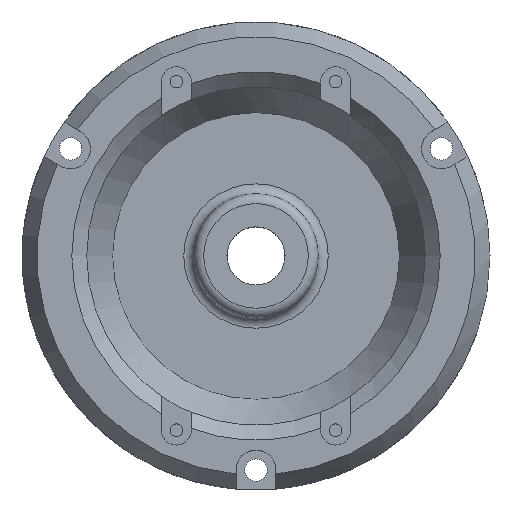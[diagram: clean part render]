
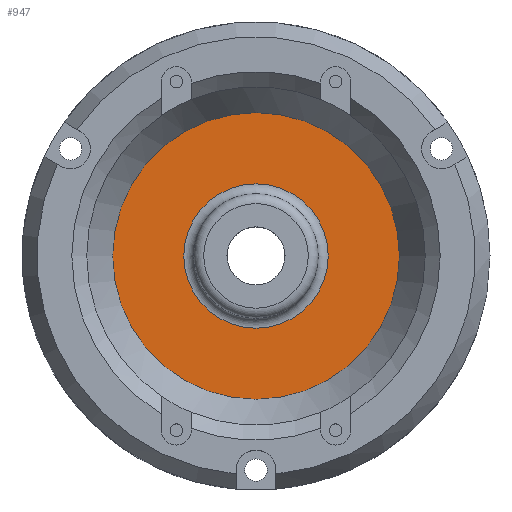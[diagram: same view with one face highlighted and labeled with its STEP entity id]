
A CAD part, top view. The second image highlights one B-rep face of the part: STEP entity #947.
In plain terms, the highlighted planar face has unit normal (0, 0, 1).
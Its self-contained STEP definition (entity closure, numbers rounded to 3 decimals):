
#49=FACE_BOUND('',#156,.T.);
#64=PLANE('',#1031);
#95=FACE_OUTER_BOUND('',#155,.T.);
#155=EDGE_LOOP('',(#664));
#156=EDGE_LOOP('',(#665));
#362=CIRCLE('',#1030,28.804);
#363=CIRCLE('',#1032,14.5);
#428=VERTEX_POINT('',#1482);
#429=VERTEX_POINT('',#1486);
#520=EDGE_CURVE('',#428,#428,#362,.T.);
#521=EDGE_CURVE('',#429,#429,#363,.T.);
#664=ORIENTED_EDGE('',*,*,#520,.F.);
#665=ORIENTED_EDGE('',*,*,#521,.F.);
#947=ADVANCED_FACE('',(#95,#49),#64,.T.);
#1030=AXIS2_PLACEMENT_3D('',#1484,#1169,#1170);
#1031=AXIS2_PLACEMENT_3D('',#1485,#1171,#1172);
#1032=AXIS2_PLACEMENT_3D('',#1487,#1173,#1174);
#1169=DIRECTION('center_axis',(0.,0.,-1.));
#1170=DIRECTION('ref_axis',(-1.,0.,0.));
#1171=DIRECTION('center_axis',(0.,0.,1.));
#1172=DIRECTION('ref_axis',(-1.,0.,0.));
#1173=DIRECTION('center_axis',(0.,0.,1.));
#1174=DIRECTION('ref_axis',(-1.,0.,0.));
#1482=CARTESIAN_POINT('',(28.804,0.,9.5));
#1484=CARTESIAN_POINT('Origin',(0.,0.,
9.5));
#1485=CARTESIAN_POINT('Origin',(0.,0.,
9.5));
#1486=CARTESIAN_POINT('',(14.5,0.,9.5));
#1487=CARTESIAN_POINT('Origin',(0.,0.,9.5));
